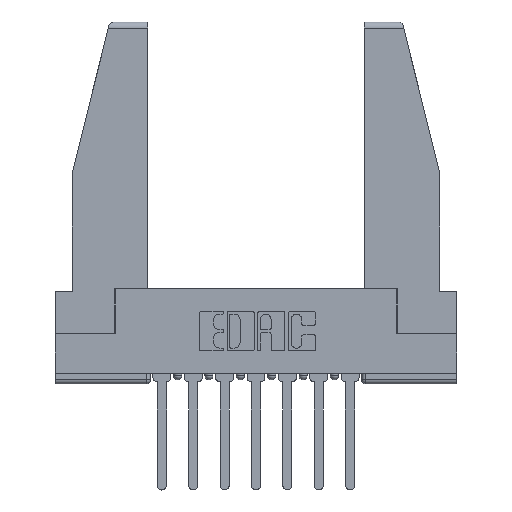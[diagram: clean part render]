
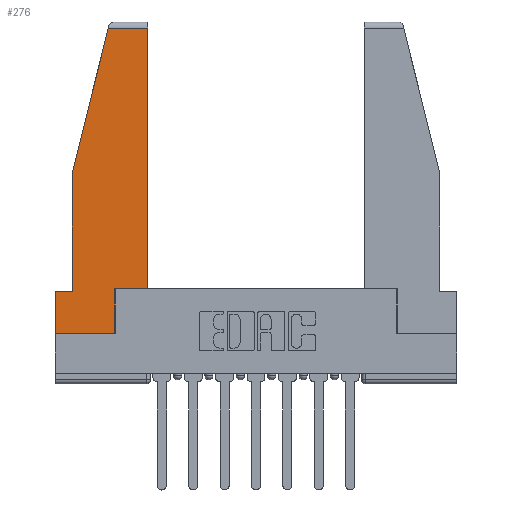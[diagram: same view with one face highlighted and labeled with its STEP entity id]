
A CAD part, top view. The second image highlights one B-rep face of the part: STEP entity #276.
In plain terms, the highlighted planar face has unit normal (0, 0, 1).
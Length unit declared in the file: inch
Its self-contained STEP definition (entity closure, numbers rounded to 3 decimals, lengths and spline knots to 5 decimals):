
#25 = CARTESIAN_POINT ( 'NONE',  ( 0.461, 1.52, 0. ) ) ;
#276 = ADVANCED_FACE ( 'NONE', ( #9211 ), #3465, .T. ) ;
#363 = DIRECTION ( 'NONE',  ( 0., -1., 0. ) ) ;
#798 = EDGE_CURVE ( 'NONE', #2351, #8883, #6141, .T. ) ;
#1296 = LINE ( 'NONE', #12332, #2547 ) ;
#1468 = DIRECTION ( 'NONE',  ( 1., 0., 0. ) ) ;
#1519 = CARTESIAN_POINT ( 'NONE',  ( 0.086, 0.8, 0. ) ) ;
#1536 = DIRECTION ( 'NONE',  ( -1., 0., 0. ) ) ;
#1986 = VECTOR ( 'NONE', #10475, 39.37008 ) ;
#2075 = AXIS2_PLACEMENT_3D ( 'NONE', #8468, #4816, #5830 ) ;
#2082 = CARTESIAN_POINT ( 'NONE',  ( 0.2636, 1.52, 0. ) ) ;
#2161 = CARTESIAN_POINT ( 'NONE',  ( 0.297, 0., 0. ) ) ;
#2317 = CARTESIAN_POINT ( 'NONE',  ( 0.297, 0., 0. ) ) ;
#2351 = VERTEX_POINT ( 'NONE', #6817 ) ;
#2411 = LINE ( 'NONE', #8524, #6893 ) ;
#2501 = CARTESIAN_POINT ( 'NONE',  ( 0., 0.21, 0. ) ) ;
#2547 = VECTOR ( 'NONE', #1468, 39.37008 ) ;
#2624 = DIRECTION ( 'NONE',  ( 0., 1., 0. ) ) ;
#2812 = CARTESIAN_POINT ( 'NONE',  ( 0.297, 0.223, 0. ) ) ;
#2951 = LINE ( 'NONE', #12170, #7748 ) ;
#2959 = CARTESIAN_POINT ( 'NONE',  ( 0., 1.52, 0. ) ) ;
#3034 = VECTOR ( 'NONE', #4245, 39.37008 ) ;
#3051 = LINE ( 'NONE', #2959, #10305 ) ;
#3221 = ORIENTED_EDGE ( 'NONE', *, *, #9670, .T. ) ;
#3420 = ORIENTED_EDGE ( 'NONE', *, *, #11880, .T. ) ;
#3465 = PLANE ( 'NONE',  #2075 ) ;
#3953 = EDGE_CURVE ( 'NONE', #4959, #5748, #2951, .T. ) ;
#4207 = CARTESIAN_POINT ( 'NONE',  ( 0., 0., 0. ) ) ;
#4245 = DIRECTION ( 'NONE',  ( 1., 0., 0. ) ) ;
#4593 = CARTESIAN_POINT ( 'NONE',  ( 0.461, 0.223, 0. ) ) ;
#4719 = ORIENTED_EDGE ( 'NONE', *, *, #798, .T. ) ;
#4804 = DIRECTION ( 'NONE',  ( -1., 0., 0. ) ) ;
#4816 = DIRECTION ( 'NONE',  ( 0., 0., 1. ) ) ;
#4959 = VERTEX_POINT ( 'NONE', #1519 ) ;
#5490 = VERTEX_POINT ( 'NONE', #7035 ) ;
#5748 = VERTEX_POINT ( 'NONE', #9650 ) ;
#5830 = DIRECTION ( 'NONE',  ( 1., 0., 0. ) ) ;
#5977 = ORIENTED_EDGE ( 'NONE', *, *, #6982, .T. ) ;
#6107 = EDGE_CURVE ( 'NONE', #5490, #9621, #7507, .T. ) ;
#6141 = LINE ( 'NONE', #4593, #10742 ) ;
#6209 = ORIENTED_EDGE ( 'NONE', *, *, #8618, .T. ) ;
#6400 = ORIENTED_EDGE ( 'NONE', *, *, #3953, .T. ) ;
#6575 = CARTESIAN_POINT ( 'NONE',  ( 0., 0.21, 0. ) ) ;
#6643 = VERTEX_POINT ( 'NONE', #2082 ) ;
#6699 = CARTESIAN_POINT ( 'NONE',  ( 0., 0.21, 0. ) ) ;
#6740 = EDGE_LOOP ( 'NONE', ( #4719, #11121, #6209, #6400, #11164, #5977, #11688, #3420, #3221 ) ) ;
#6817 = CARTESIAN_POINT ( 'NONE',  ( 0.461, 0.223, 0. ) ) ;
#6893 = VECTOR ( 'NONE', #9595, 39.37008 ) ;
#6982 = EDGE_CURVE ( 'NONE', #9281, #5490, #9861, .T. ) ;
#7035 = CARTESIAN_POINT ( 'NONE',  ( 0., 0., 0. ) ) ;
#7507 = LINE ( 'NONE', #4207, #3034 ) ;
#7748 = VECTOR ( 'NONE', #363, 39.37008 ) ;
#7775 = EDGE_CURVE ( 'NONE', #8883, #6643, #3051, .T. ) ;
#8468 = CARTESIAN_POINT ( 'NONE',  ( 0., 0., 0. ) ) ;
#8524 = CARTESIAN_POINT ( 'NONE',  ( 0.271, 1.55, 0. ) ) ;
#8618 = EDGE_CURVE ( 'NONE', #6643, #4959, #2411, .T. ) ;
#8651 = VECTOR ( 'NONE', #11248, 39.37008 ) ;
#8827 = LINE ( 'NONE', #2501, #11883 ) ;
#8883 = VERTEX_POINT ( 'NONE', #25 ) ;
#9211 = FACE_OUTER_BOUND ( 'NONE', #6740, .T. ) ;
#9281 = VERTEX_POINT ( 'NONE', #6699 ) ;
#9595 = DIRECTION ( 'NONE',  ( -0.239, -0.971, 0. ) ) ;
#9621 = VERTEX_POINT ( 'NONE', #2161 ) ;
#9650 = CARTESIAN_POINT ( 'NONE',  ( 0.086, 0.21, 0. ) ) ;
#9670 = EDGE_CURVE ( 'NONE', #11288, #2351, #1296, .T. ) ;
#9861 = LINE ( 'NONE', #6575, #1986 ) ;
#10305 = VECTOR ( 'NONE', #4804, 39.37008 ) ;
#10406 = EDGE_CURVE ( 'NONE', #5748, #9281, #8827, .T. ) ;
#10475 = DIRECTION ( 'NONE',  ( 0., -1., 0. ) ) ;
#10742 = VECTOR ( 'NONE', #2624, 39.37008 ) ;
#11121 = ORIENTED_EDGE ( 'NONE', *, *, #7775, .T. ) ;
#11164 = ORIENTED_EDGE ( 'NONE', *, *, #10406, .T. ) ;
#11230 = LINE ( 'NONE', #2317, #8651 ) ;
#11248 = DIRECTION ( 'NONE',  ( 0., 1., 0. ) ) ;
#11288 = VERTEX_POINT ( 'NONE', #2812 ) ;
#11688 = ORIENTED_EDGE ( 'NONE', *, *, #6107, .T. ) ;
#11880 = EDGE_CURVE ( 'NONE', #9621, #11288, #11230, .T. ) ;
#11883 = VECTOR ( 'NONE', #1536, 39.37008 ) ;
#12170 = CARTESIAN_POINT ( 'NONE',  ( 0.086, 0.8, 0. ) ) ;
#12332 = CARTESIAN_POINT ( 'NONE',  ( 0.297, 0.223, 0. ) ) ;
